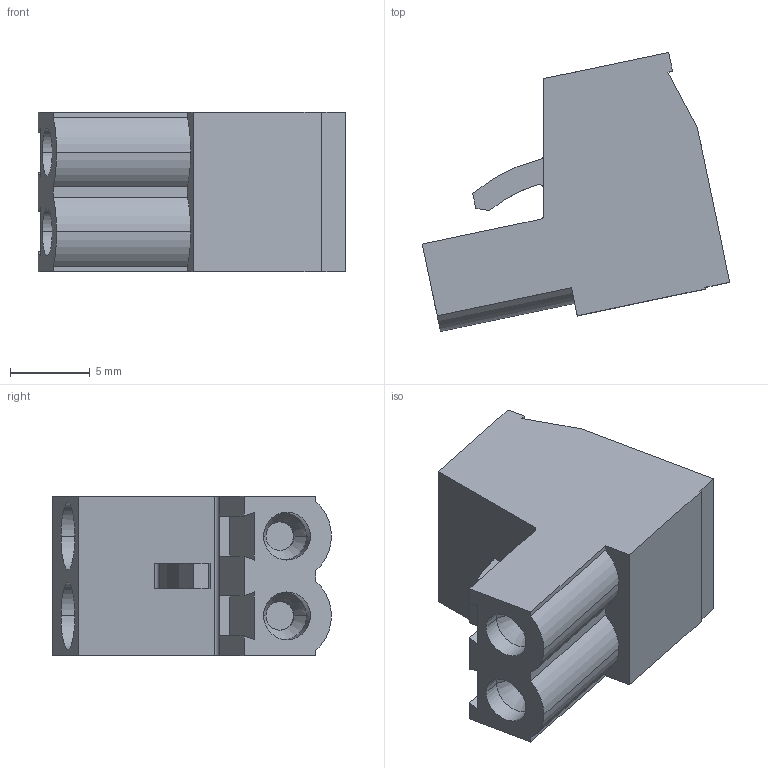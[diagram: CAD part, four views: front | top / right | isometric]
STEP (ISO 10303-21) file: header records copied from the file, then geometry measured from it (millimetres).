
FILE_DESCRIPTION (( 'STEP AP214' ), '1' );
FILE_NAME ('120-A-111-02.STEP', '2007-06-18T01:46:02', ( ' ' ), ( '' ), 'SwSTEP 2.0', 'SolidWorks 2007', '' );
FILE_SCHEMA (( 'AUTOMOTIVE_DESIGN' ));
Length unit declared in the file: millimetre
Products named in the file (1): 120-A-111-02
Bounding box: 19.3 x 17.5 x 10 mm (x, y, z)
Volume: 1731.2 mm3; surface area: 1307.2 mm2
Topology: 3 solids, 3 shells, 102 faces, 245 edges, 160 vertices
Faces by surface type: plane 63, cylinder 31, cone 8
Entity records: 3010 total; most frequent: CARTESIAN_POINT 538, DIRECTION 511, ORIENTED_EDGE 490, EDGE_CURVE 245, AXIS2_PLACEMENT_3D 173, VECTOR 165, LINE 165, VERTEX_POINT 160
